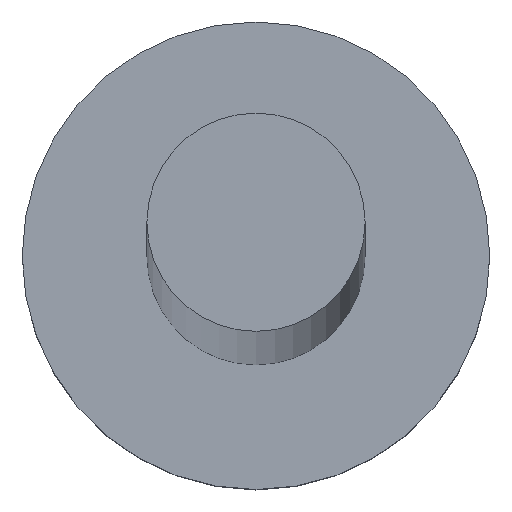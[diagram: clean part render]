
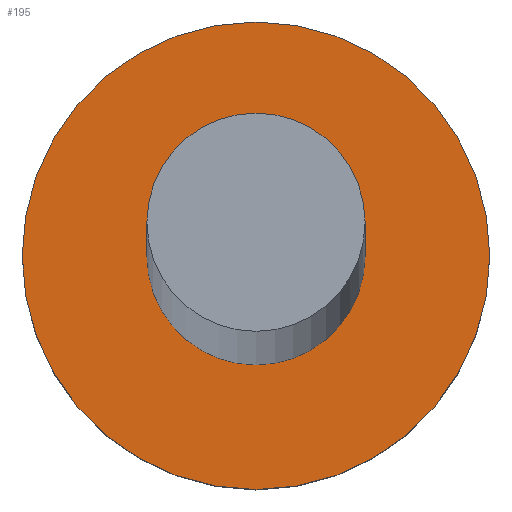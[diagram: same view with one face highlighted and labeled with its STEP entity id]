
A CAD part, top view. The second image highlights one B-rep face of the part: STEP entity #195.
In plain terms, the highlighted planar face has unit normal (0, 0, 1).
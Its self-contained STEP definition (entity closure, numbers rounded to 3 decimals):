
#6 = CIRCLE ( 'NONE', #38, 0.7 ) ;
#16 = CARTESIAN_POINT ( 'NONE',  ( 0., 0., 1.5 ) ) ;
#19 = VERTEX_POINT ( 'NONE', #232 ) ;
#22 = AXIS2_PLACEMENT_3D ( 'NONE', #242, #77, #156 ) ;
#31 = EDGE_CURVE ( 'NONE', #19, #193, #73, .T. ) ;
#36 = DIRECTION ( 'NONE',  ( 1., 0., 0. ) ) ;
#38 = AXIS2_PLACEMENT_3D ( 'NONE', #16, #148, #215 ) ;
#50 = DIRECTION ( 'NONE',  ( 1., 0., 0. ) ) ;
#52 = CARTESIAN_POINT ( 'NONE',  ( 0., 0., 1.5 ) ) ;
#57 = CARTESIAN_POINT ( 'NONE',  ( 1.5, 0., 1.5 ) ) ;
#58 = CIRCLE ( 'NONE', #117, 0.7 ) ;
#68 = EDGE_CURVE ( 'NONE', #139, #91, #58, .T. ) ;
#73 = CIRCLE ( 'NONE', #228, 1.5 ) ;
#77 = DIRECTION ( 'NONE',  ( 0., 0., 1. ) ) ;
#81 = DIRECTION ( 'NONE',  ( 0., 0., 1. ) ) ;
#88 = EDGE_CURVE ( 'NONE', #91, #139, #6, .T. ) ;
#91 = VERTEX_POINT ( 'NONE', #144 ) ;
#94 = CARTESIAN_POINT ( 'NONE',  ( 0.7, 0., 1.5 ) ) ;
#95 = CARTESIAN_POINT ( 'NONE',  ( 0., 0., 1.5 ) ) ;
#98 = FACE_OUTER_BOUND ( 'NONE', #230, .T. ) ;
#115 = DIRECTION ( 'NONE',  ( 1., 0., 0. ) ) ;
#117 = AXIS2_PLACEMENT_3D ( 'NONE', #95, #81, #50 ) ;
#118 = EDGE_LOOP ( 'NONE', ( #191, #152 ) ) ;
#128 = ORIENTED_EDGE ( 'NONE', *, *, #31, .T. ) ;
#131 = AXIS2_PLACEMENT_3D ( 'NONE', #179, #135, #115 ) ;
#135 = DIRECTION ( 'NONE',  ( 0., 0., 1. ) ) ;
#139 = VERTEX_POINT ( 'NONE', #94 ) ;
#141 = CIRCLE ( 'NONE', #22, 1.5 ) ;
#144 = CARTESIAN_POINT ( 'NONE',  ( -0.7, 0., 1.5 ) ) ;
#148 = DIRECTION ( 'NONE',  ( 0., 0., 1. ) ) ;
#152 = ORIENTED_EDGE ( 'NONE', *, *, #68, .F. ) ;
#154 = PLANE ( 'NONE',  #131 ) ;
#156 = DIRECTION ( 'NONE',  ( 1., 0., 0. ) ) ;
#162 = DIRECTION ( 'NONE',  ( 0., 0., 1. ) ) ;
#174 = EDGE_CURVE ( 'NONE', #193, #19, #141, .T. ) ;
#179 = CARTESIAN_POINT ( 'NONE',  ( 0., 0., 1.5 ) ) ;
#191 = ORIENTED_EDGE ( 'NONE', *, *, #88, .F. ) ;
#193 = VERTEX_POINT ( 'NONE', #57 ) ;
#195 = ADVANCED_FACE ( 'NONE', ( #217, #98 ), #154, .T. ) ;
#198 = ORIENTED_EDGE ( 'NONE', *, *, #174, .T. ) ;
#215 = DIRECTION ( 'NONE',  ( 1., 0., 0. ) ) ;
#217 = FACE_BOUND ( 'NONE', #118, .T. ) ;
#228 = AXIS2_PLACEMENT_3D ( 'NONE', #52, #162, #36 ) ;
#230 = EDGE_LOOP ( 'NONE', ( #128, #198 ) ) ;
#232 = CARTESIAN_POINT ( 'NONE',  ( -1.5, 0., 1.5 ) ) ;
#242 = CARTESIAN_POINT ( 'NONE',  ( 0., 0., 1.5 ) ) ;
